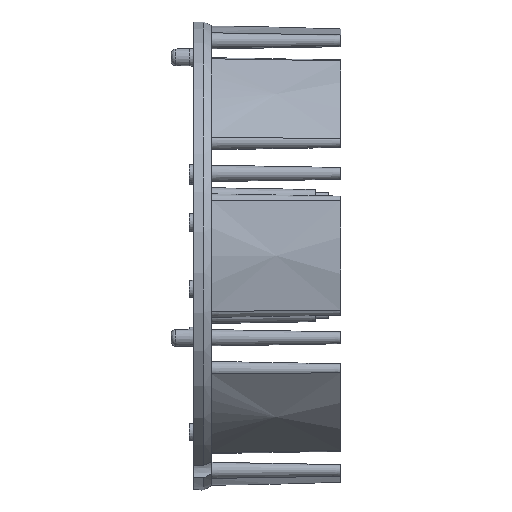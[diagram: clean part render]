
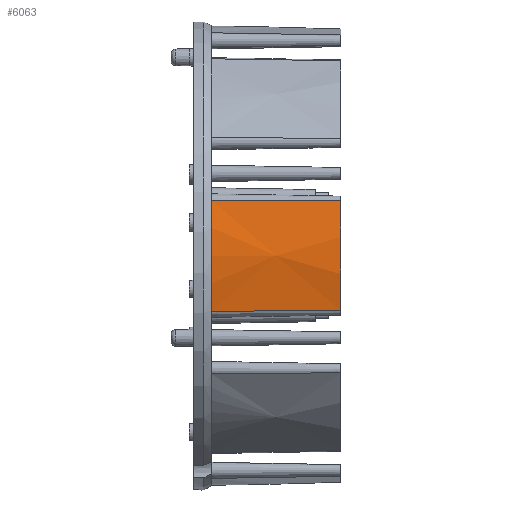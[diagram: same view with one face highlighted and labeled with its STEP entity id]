
A CAD part, front view. The second image highlights one B-rep face of the part: STEP entity #6063.
In plain terms, the highlighted conical face has half-angle 1 degrees and reference radius 25.024 mm.
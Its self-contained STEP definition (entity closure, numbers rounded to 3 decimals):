
#61=CARTESIAN_POINT('',(16.1,0.,0.));
#62=DIRECTION('',(1.,0.,0.));
#63=DIRECTION('',(0.,-0.97,0.242));
#64=AXIS2_PLACEMENT_3D('',#61,#62,#63);
#449=CARTESIAN_POINT('',(1.9,0.,0.));
#450=DIRECTION('',(1.,0.,0.));
#451=DIRECTION('',(0.,-0.97,0.242));
#452=AXIS2_PLACEMENT_3D('',#449,#450,#451);
#1032=DIRECTION('',(-1.,-0.017,0.004));
#1033=VECTOR('',#1032,14.202);
#1034=CARTESIAN_POINT('',(16.1,-24.16,6.024));
#1035=LINE('',#1034,#1033);
#1039=DIRECTION('',(-1.,-0.017,-0.004));
#1040=VECTOR('',#1039,14.202);
#1041=CARTESIAN_POINT('',(16.1,-24.16,-6.024));
#1042=LINE('',#1041,#1040);
#4835=CARTESIAN_POINT('',(16.1,-24.16,6.024));
#4836=CARTESIAN_POINT('',(1.9,-24.401,6.084));
#4837=VERTEX_POINT('',#4835);
#4838=VERTEX_POINT('',#4836);
#4839=CARTESIAN_POINT('',(16.1,-24.16,-6.024));
#4840=CARTESIAN_POINT('',(1.9,-24.401,-6.084));
#4841=VERTEX_POINT('',#4839);
#4842=VERTEX_POINT('',#4840);
#6051=CARTESIAN_POINT('',(9.,0.,0.));
#6052=DIRECTION('',(-1.,0.,0.));
#6053=DIRECTION('',(0.,-1.,0.));
#6054=AXIS2_PLACEMENT_3D('',#6051,#6052,#6053);
#6055=CONICAL_SURFACE('',#6054,25.024,1.);
#6056=ORIENTED_EDGE('',*,*,#5574,.T.);
#6058=ORIENTED_EDGE('',*,*,#6057,.T.);
#6059=ORIENTED_EDGE('',*,*,#5818,.F.);
#6060=ORIENTED_EDGE('',*,*,#6043,.F.);
#6061=EDGE_LOOP('',(#6056,#6058,#6059,#6060));
#6062=FACE_OUTER_BOUND('',#6061,.F.);
#6063=ADVANCED_FACE('',(#6062),#6055,.T.);
#65=CIRCLE('',#64,24.9);
#453=CIRCLE('',#452,25.148);
#5574=EDGE_CURVE('',#4837,#4841,#65,.T.);
#5818=EDGE_CURVE('',#4838,#4842,#453,.T.);
#6043=EDGE_CURVE('',#4837,#4838,#1035,.T.);
#6057=EDGE_CURVE('',#4841,#4842,#1042,.T.);
